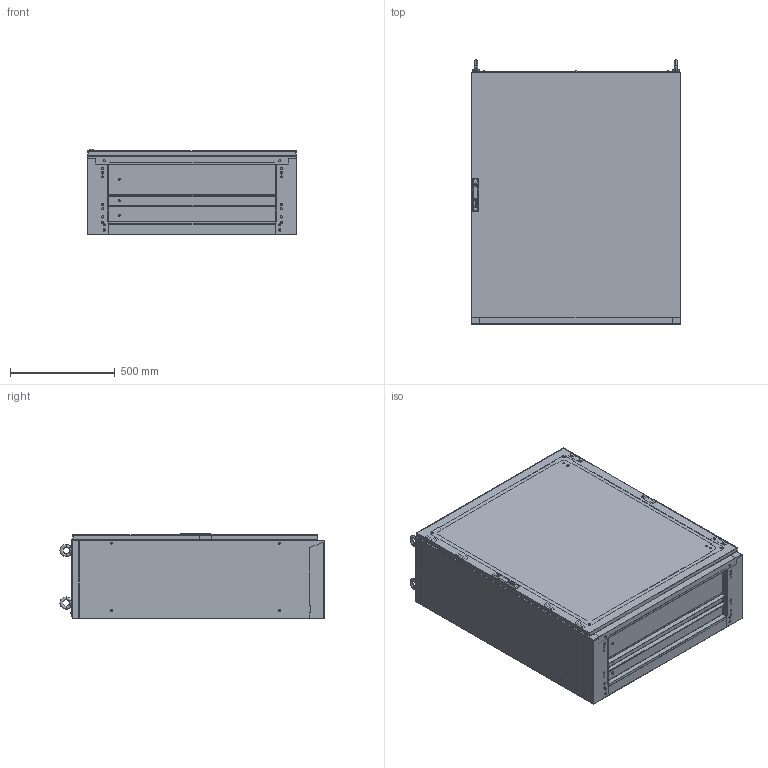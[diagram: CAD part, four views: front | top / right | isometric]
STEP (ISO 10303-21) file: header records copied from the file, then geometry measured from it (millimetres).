
FILE_DESCRIPTION (( 'STEP AP214' ), '1' );
FILE_NAME ('0390-1012-40-17.step', '2022-07-28T11:00:54', ( '' ), ( '' ), 'SwSTEP 2.0', 'SolidWorks 2019', '' );
FILE_SCHEMA (( 'AUTOMOTIVE_DESIGN' ));
Length unit declared in the file: millimetre
Products named in the file (14): Montageplatte_s_1012; Bodenplattensatz_s_0396-1000-40-03; arretierwinkel_li_s; arretierwinkel_re_s; Dachplatte_ss_0390-1000-40-07; MPGleitschuh_s; 3080-9036-03-48 Schutzleiterschraube; TuerR_s_0395-1012-00-97; rasthalterung_li_s; 0390-1012-40-17; Korpus_ss_1012-40; MontageplatteZubehoer_s; MontageplatteKPL_s_0348-1012-00-13; rasthalterung_re_s
Assembly tree (14 placements, depth 4):
  0390-1012-40-17
    Korpus_ss_1012-40
    TuerR_s_0395-1012-00-97
    Dachplatte_ss_0390-1000-40-07
    Bodenplattensatz_s_0396-1000-40-03
    MontageplatteKPL_s_0348-1012-00-13
      Montageplatte_s_1012
      MontageplatteZubehoer_s
        arretierwinkel_li_s
        arretierwinkel_re_s
        rasthalterung_li_s
        rasthalterung_re_s
        3080-9036-03-48 Schutzleiterschraube
        MPGleitschuh_s  x2
Bounding box: 1000 x 1257.99 x 407.5 mm (x, y, z)
Volume: 13020794 mm3; surface area: 12692915.6 mm2
Topology: 65 solids, 65 shells, 4630 faces, 12214 edges, 8067 vertices
Faces by surface type: plane 2645, cylinder 1740, cone 207, torus 24, bspline 14
Entity records: 172194 total; most frequent: CARTESIAN_POINT 27097, DIRECTION 24838, ORIENTED_EDGE 24320, EDGE_CURVE 12160, AXIS2_PLACEMENT_3D 8398, VECTOR 8042, LINE 8042, VERTEX_POINT 8033
